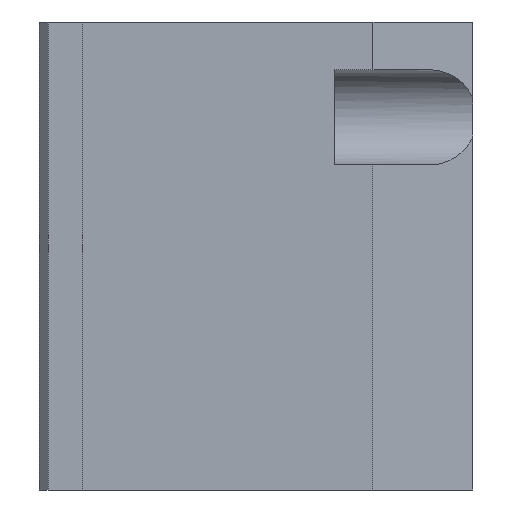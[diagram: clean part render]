
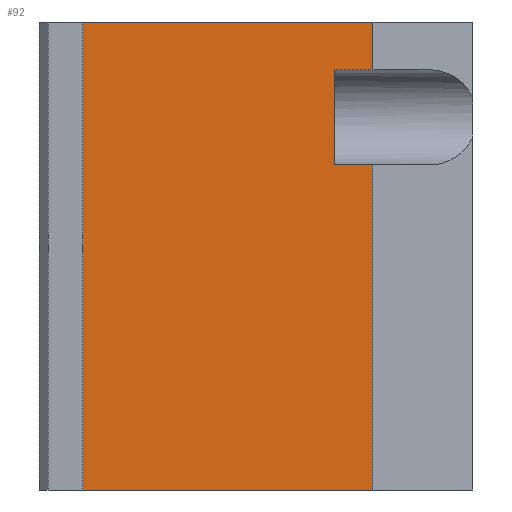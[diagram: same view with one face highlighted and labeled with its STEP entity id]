
A CAD part, left-side view. The second image highlights one B-rep face of the part: STEP entity #92.
In plain terms, the highlighted planar face has unit normal (-1, 0, 0).
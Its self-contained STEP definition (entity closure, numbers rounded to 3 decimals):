
#92 = ADVANCED_FACE( '', ( #219 ), #220, .F. );
#219 = FACE_OUTER_BOUND( '', #393, .T. );
#220 = PLANE( '', #394 );
#393 = EDGE_LOOP( '', ( #611, #612, #613, #614, #615, #616, #617, #618 ) );
#394 = AXIS2_PLACEMENT_3D( '', #619, #620, #621 );
#611 = ORIENTED_EDGE( '', *, *, #999, .F. );
#612 = ORIENTED_EDGE( '', *, *, #1000, .F. );
#613 = ORIENTED_EDGE( '', *, *, #1001, .F. );
#614 = ORIENTED_EDGE( '', *, *, #959, .T. );
#615 = ORIENTED_EDGE( '', *, *, #1002, .T. );
#616 = ORIENTED_EDGE( '', *, *, #983, .F. );
#617 = ORIENTED_EDGE( '', *, *, #1003, .F. );
#618 = ORIENTED_EDGE( '', *, *, #1004, .T. );
#619 = CARTESIAN_POINT( '', ( -29., 45., 54. ) );
#620 = DIRECTION( '', ( 1., 0., 0. ) );
#621 = DIRECTION( '', ( 0., 0., -1. ) );
#959 = EDGE_CURVE( '', #1132, #1130, #1133, .T. );
#983 = EDGE_CURVE( '', #1171, #1173, #1174, .T. );
#999 = EDGE_CURVE( '', #1200, #1201, #1202, .T. );
#1000 = EDGE_CURVE( '', #1203, #1200, #1204, .T. );
#1001 = EDGE_CURVE( '', #1132, #1203, #1205, .T. );
#1002 = EDGE_CURVE( '', #1130, #1173, #1206, .T. );
#1003 = EDGE_CURVE( '', #1207, #1171, #1208, .T. );
#1004 = EDGE_CURVE( '', #1207, #1201, #1209, .T. );
#1130 = VERTEX_POINT( '', #1378 );
#1132 = VERTEX_POINT( '', #1381 );
#1133 = LINE( '', #1382, #1383 );
#1171 = VERTEX_POINT( '', #1430 );
#1173 = VERTEX_POINT( '', #1433 );
#1174 = LINE( '', #1434, #1435 );
#1200 = VERTEX_POINT( '', #1473 );
#1201 = VERTEX_POINT( '', #1474 );
#1202 = LINE( '', #1475, #1476 );
#1203 = VERTEX_POINT( '', #1477 );
#1204 = LINE( '', #1478, #1479 );
#1205 = LINE( '', #1480, #1481 );
#1206 = LINE( '', #1482, #1483 );
#1207 = VERTEX_POINT( '', #1484 );
#1208 = LINE( '', #1485, #1486 );
#1209 = LINE( '', #1487, #1488 );
#1378 = CARTESIAN_POINT( '', ( -29., 45., 0. ) );
#1381 = CARTESIAN_POINT( '', ( -29., 45., 54. ) );
#1382 = CARTESIAN_POINT( '', ( -29., 45., 54. ) );
#1383 = VECTOR( '', #1756, 1000. );
#1430 = CARTESIAN_POINT( '', ( -29., 11.5, 37.5 ) );
#1433 = CARTESIAN_POINT( '', ( -29., 11.5, 0. ) );
#1434 = CARTESIAN_POINT( '', ( -29., 11.5, 54. ) );
#1435 = VECTOR( '', #1788, 1000. );
#1473 = CARTESIAN_POINT( '', ( -29., 11.5, 48.5 ) );
#1474 = CARTESIAN_POINT( '', ( -29., 16., 48.5 ) );
#1475 = CARTESIAN_POINT( '', ( -29., 45., 48.5 ) );
#1476 = VECTOR( '', #1804, 1000. );
#1477 = CARTESIAN_POINT( '', ( -29., 11.5, 54. ) );
#1478 = CARTESIAN_POINT( '', ( -29., 11.5, 54. ) );
#1479 = VECTOR( '', #1805, 1000. );
#1480 = CARTESIAN_POINT( '', ( -29., 45., 54. ) );
#1481 = VECTOR( '', #1806, 1000. );
#1482 = CARTESIAN_POINT( '', ( -29., 45., 0. ) );
#1483 = VECTOR( '', #1807, 1000. );
#1484 = CARTESIAN_POINT( '', ( -29., 16., 37.5 ) );
#1485 = CARTESIAN_POINT( '', ( -29., 45., 37.5 ) );
#1486 = VECTOR( '', #1808, 1000. );
#1487 = CARTESIAN_POINT( '', ( -29., 16., 54. ) );
#1488 = VECTOR( '', #1809, 1000. );
#1756 = DIRECTION( '', ( 0., 0., -1. ) );
#1788 = DIRECTION( '', ( 0., 0., -1. ) );
#1804 = DIRECTION( '', ( 0., 1., 0. ) );
#1805 = DIRECTION( '', ( 0., 0., -1. ) );
#1806 = DIRECTION( '', ( 0., -1., 0. ) );
#1807 = DIRECTION( '', ( 0., -1., 0. ) );
#1808 = DIRECTION( '', ( 0., -1., 0. ) );
#1809 = DIRECTION( '', ( 0., 0., 1. ) );
